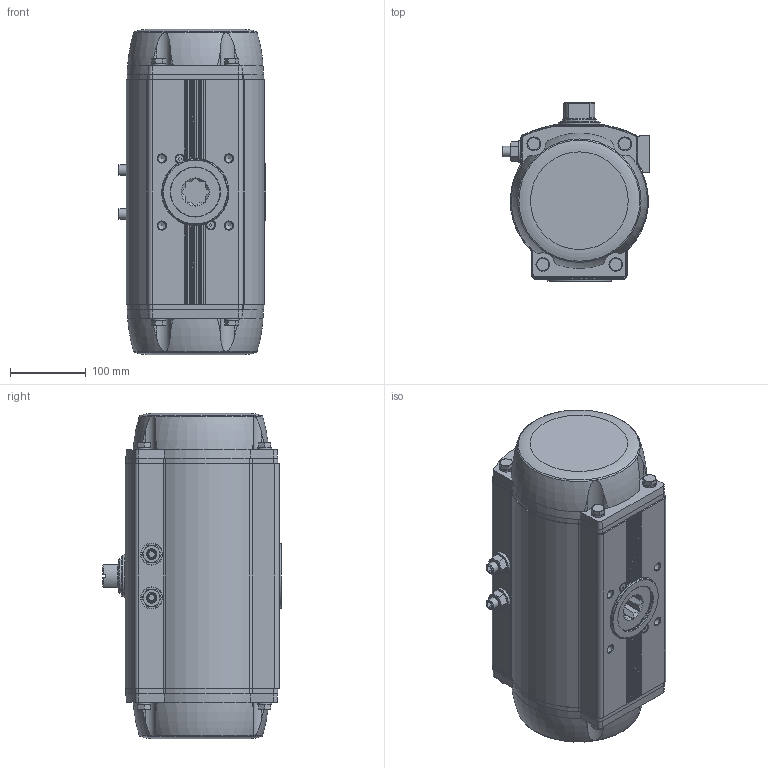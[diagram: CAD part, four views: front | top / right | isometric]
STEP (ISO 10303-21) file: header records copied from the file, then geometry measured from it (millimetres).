
FILE_DESCRIPTION(/* description */ ('STEP AP214'),/* implementation_level */ '2;1');
FILE_NAME(/* name */ '8102880_DFPD-700-RP-90-RS45-F12-R3-C',/* time_stamp */ '2024-08-15T18:27:25+02:00',/* author */ ('License CC BY-ND 4.0'),/* organization */ ('CADENAS'),/* preprocessor_version */ 'ST-DEVELOPER v19.3',/* originating_system */ 'PARTsolutions',/* authorisation */ ' ');
FILE_SCHEMA (('AUTOMOTIVE_DESIGN { 1 0 10303 214 3 1 1 }','AUTOMOTIVE_DESIGN {1 0 10303 214 3 1 1}'));
Length unit declared in the file: millimetre
Products named in the file (7): 8102880 DFPD-700-RP-90-RS45-F12-R3-C---(0); 8042193 DFPD-700-90-RS-F12-C-----(housing); 8042193 DFPD-700(F10_0)---(shaft); 4167860 SCHEIBE 14.3X28X4-1.4301; DIN 934 - M14(F); 5192465 DFPD-480/700-C--(adj); 8101072 DFPD-CTR-F12--(ctr)
Assembly tree (9 placements, depth 2):
  8102880 DFPD-700-RP-90-RS45-F12-R3-C---(0)
    8042193 DFPD-700-90-RS-F12-C-----(housing)
    8042193 DFPD-700(F10_0)---(shaft)
    4167860 SCHEIBE 14.3X28X4-1.4301  x2
    DIN 934 - M14(F)  x2
    5192465 DFPD-480/700-C--(adj)  x2
    8101072 DFPD-CTR-F12--(ctr)
Bounding box: 194.83 x 235.7 x 428.3 mm (x, y, z)
Volume: 12517761.5 mm3; surface area: 471906.9 mm2
Topology: 9 solids, 9 shells, 744 faces, 1822 edges, 1155 vertices
Faces by surface type: plane 352, cylinder 183, cone 156, torus 51, sphere 2
Full cylindrical faces by diameter (mm): 2.5 x2, 4.134 x8, 4.917 x1, 8.5 x2, 10 x2, 10.106 x4, 10.57 x2, 11.445 x2, 11.835 x4, 14 x2, 14.3 x2, 18 x8, 20 x2, 28 x2, 29 x2, 38 x1, 44.9 x2, 45 x1, 50 x1, 55 x1, 56 x2, 65 x1, 67 x2, 67.6 x1, 67.8 x1, 68 x1, 69.8 x1, 85 x1, 88 x2
Entity records: 20747 total; most frequent: CARTESIAN_POINT 4571, DIRECTION 3309, ORIENTED_EDGE 3128, EDGE_CURVE 1564, AXIS2_PLACEMENT_3D 1302, VERTEX_POINT 1086, FACE_BOUND 948, EDGE_LOOP 935
